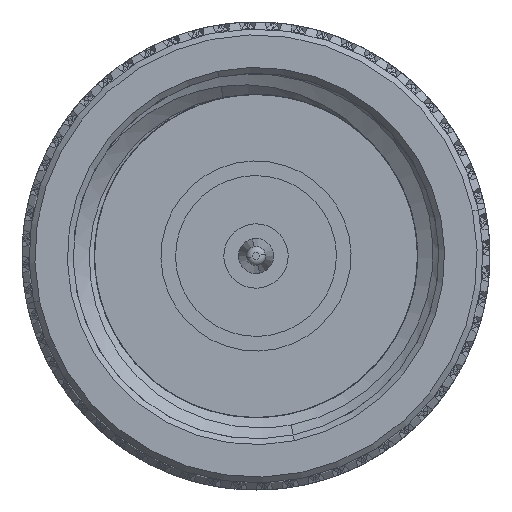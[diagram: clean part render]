
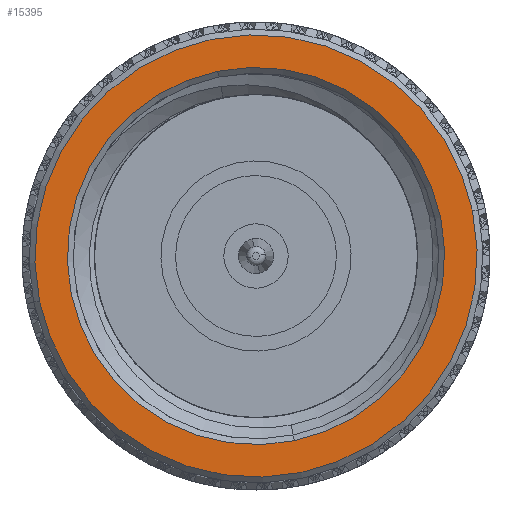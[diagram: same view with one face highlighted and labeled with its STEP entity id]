
A CAD part, left-side view. The second image highlights one B-rep face of the part: STEP entity #15395.
In plain terms, the highlighted planar face has unit normal (-1, 0, 0).
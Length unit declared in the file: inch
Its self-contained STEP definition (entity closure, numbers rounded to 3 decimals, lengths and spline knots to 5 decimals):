
#4351 = CARTESIAN_POINT ( 'NONE',  ( 0., 0.37809, 0. ) ) ;
#11981 = EDGE_LOOP ( 'NONE', ( #49006, #77821 ) ) ;
#12998 = VERTEX_POINT ( 'NONE', #31132 ) ;
#13326 = DIRECTION ( 'NONE',  ( 0., -1., 0. ) ) ;
#14339 = EDGE_LOOP ( 'NONE', ( #62011, #15976 ) ) ;
#14605 = DIRECTION ( 'NONE',  ( -1., 0., 0. ) ) ;
#15395 = ADVANCED_FACE ( 'NONE', ( #67946, #66633 ), #40720, .T. ) ;
#15976 = ORIENTED_EDGE ( 'NONE', *, *, #95493, .T. ) ;
#17153 = CARTESIAN_POINT ( 'NONE',  ( 0., -0.37809, 0. ) ) ;
#22418 = CARTESIAN_POINT ( 'NONE',  ( 0., 0.38809, 0. ) ) ;
#26292 = EDGE_CURVE ( 'NONE', #81560, #88269, #86826, .T. ) ;
#30147 = AXIS2_PLACEMENT_3D ( 'NONE', #97622, #78859, #87669 ) ;
#30536 = CIRCLE ( 'NONE', #30147, 0.3225 ) ;
#31132 = CARTESIAN_POINT ( 'NONE',  ( 0., 0., -0.3225 ) ) ;
#31726 = DIRECTION ( 'NONE',  ( 0., -1., 0. ) ) ;
#31928 = DIRECTION ( 'NONE',  ( -1., 0., 0. ) ) ;
#32848 = AXIS2_PLACEMENT_3D ( 'NONE', #55422, #81694, #108110 ) ;
#38944 = DIRECTION ( 'NONE',  ( 0., -1., 0. ) ) ;
#40720 = PLANE ( 'NONE',  #53803 ) ;
#40813 = EDGE_CURVE ( 'NONE', #71927, #12998, #47874, .T. ) ;
#47874 = CIRCLE ( 'NONE', #60826, 0.3225 ) ;
#49006 = ORIENTED_EDGE ( 'NONE', *, *, #26292, .T. ) ;
#51422 = EDGE_CURVE ( 'NONE', #88269, #81560, #63225, .T. ) ;
#53803 = AXIS2_PLACEMENT_3D ( 'NONE', #22418, #31928, #13326 ) ;
#55422 = CARTESIAN_POINT ( 'NONE',  ( 0., 0., 0. ) ) ;
#60826 = AXIS2_PLACEMENT_3D ( 'NONE', #74781, #109627, #38944 ) ;
#62011 = ORIENTED_EDGE ( 'NONE', *, *, #40813, .T. ) ;
#63225 = CIRCLE ( 'NONE', #106665, 0.37809 ) ;
#66633 = FACE_OUTER_BOUND ( 'NONE', #11981, .T. ) ;
#66778 = CARTESIAN_POINT ( 'NONE',  ( 0., 0., 0. ) ) ;
#67946 = FACE_BOUND ( 'NONE', #14339, .T. ) ;
#71927 = VERTEX_POINT ( 'NONE', #75602 ) ;
#74781 = CARTESIAN_POINT ( 'NONE',  ( 0., 0., 0. ) ) ;
#75602 = CARTESIAN_POINT ( 'NONE',  ( 0., 0., 0.3225 ) ) ;
#77821 = ORIENTED_EDGE ( 'NONE', *, *, #51422, .T. ) ;
#78859 = DIRECTION ( 'NONE',  ( 1., 0., 0. ) ) ;
#81560 = VERTEX_POINT ( 'NONE', #4351 ) ;
#81694 = DIRECTION ( 'NONE',  ( -1., 0., 0. ) ) ;
#86826 = CIRCLE ( 'NONE', #32848, 0.37809 ) ;
#87669 = DIRECTION ( 'NONE',  ( 0., -1., 0. ) ) ;
#88269 = VERTEX_POINT ( 'NONE', #17153 ) ;
#95493 = EDGE_CURVE ( 'NONE', #12998, #71927, #30536, .T. ) ;
#97622 = CARTESIAN_POINT ( 'NONE',  ( 0., 0., 0. ) ) ;
#106665 = AXIS2_PLACEMENT_3D ( 'NONE', #66778, #14605, #31726 ) ;
#108110 = DIRECTION ( 'NONE',  ( 0., -1., 0. ) ) ;
#109627 = DIRECTION ( 'NONE',  ( 1., 0., 0. ) ) ;
